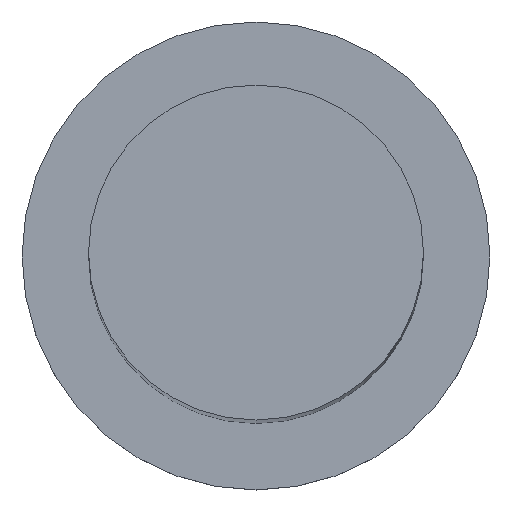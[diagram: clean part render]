
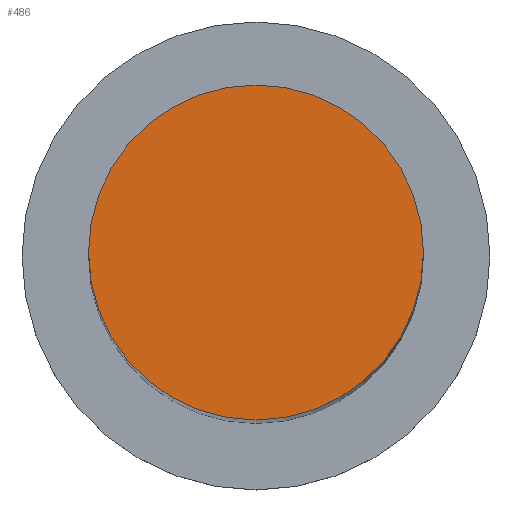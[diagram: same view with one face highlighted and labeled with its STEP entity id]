
A CAD part, top view. The second image highlights one B-rep face of the part: STEP entity #486.
In plain terms, the highlighted planar face has unit normal (0, 0, 1).
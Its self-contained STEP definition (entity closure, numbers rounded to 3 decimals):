
#16 = CARTESIAN_POINT ( 'NONE',  ( -25., 0., 300. ) ) ;
#92 = DIRECTION ( 'NONE',  ( 0., 0., -1. ) ) ;
#152 = DIRECTION ( 'NONE',  ( 0., 0., 1. ) ) ;
#180 = AXIS2_PLACEMENT_3D ( 'NONE', #270, #212, #265 ) ;
#212 = DIRECTION ( 'NONE',  ( 0., 0., -1. ) ) ;
#250 = ORIENTED_EDGE ( 'NONE', *, *, #368, .F. ) ;
#265 = DIRECTION ( 'NONE',  ( -1., 0., 0. ) ) ;
#270 = CARTESIAN_POINT ( 'NONE',  ( 0., 0., 300. ) ) ;
#279 = DIRECTION ( 'NONE',  ( -1., 0., 0. ) ) ;
#297 = AXIS2_PLACEMENT_3D ( 'NONE', #492, #92, #279 ) ;
#365 = CIRCLE ( 'NONE', #297, 25. ) ;
#368 = EDGE_CURVE ( 'NONE', #626, #588, #420, .T. ) ;
#389 = ORIENTED_EDGE ( 'NONE', *, *, #400, .F. ) ;
#400 = EDGE_CURVE ( 'NONE', #588, #626, #365, .T. ) ;
#420 = CIRCLE ( 'NONE', #180, 25. ) ;
#439 = CARTESIAN_POINT ( 'NONE',  ( 0., 25., 300. ) ) ;
#486 = ADVANCED_FACE ( 'NONE', ( #637 ), #596, .T. ) ;
#492 = CARTESIAN_POINT ( 'NONE',  ( 0., 0., 300. ) ) ;
#496 = AXIS2_PLACEMENT_3D ( 'NONE', #439, #152, #498 ) ;
#498 = DIRECTION ( 'NONE',  ( 1., 0., 0. ) ) ;
#515 = CARTESIAN_POINT ( 'NONE',  ( 25., 0., 300. ) ) ;
#588 = VERTEX_POINT ( 'NONE', #515 ) ;
#594 = EDGE_LOOP ( 'NONE', ( #250, #389 ) ) ;
#596 = PLANE ( 'NONE',  #496 ) ;
#626 = VERTEX_POINT ( 'NONE', #16 ) ;
#637 = FACE_OUTER_BOUND ( 'NONE', #594, .T. ) ;
